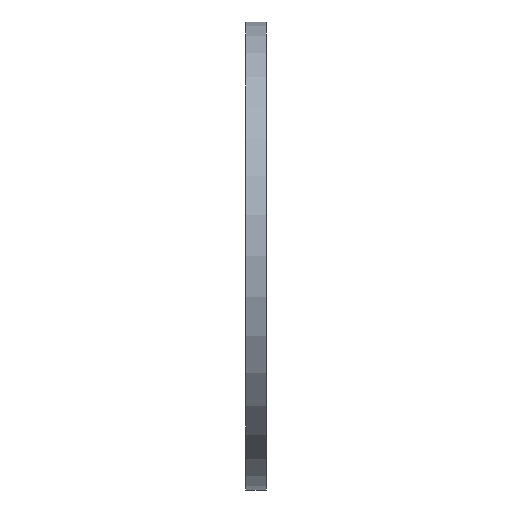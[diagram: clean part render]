
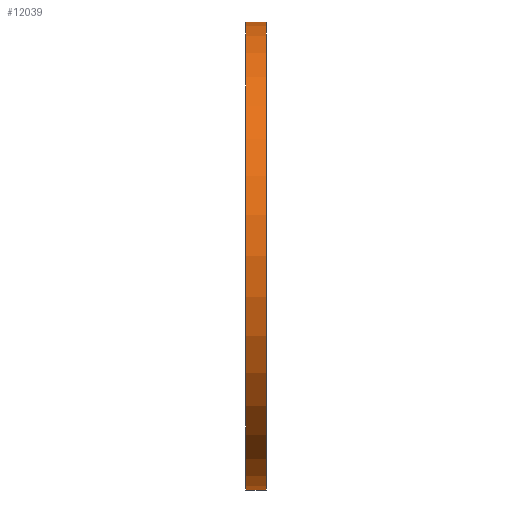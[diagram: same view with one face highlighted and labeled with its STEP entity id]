
A CAD part, left-side view. The second image highlights one B-rep face of the part: STEP entity #12039.
In plain terms, the highlighted cylindrical face has radius 70 mm (diameter 140 mm), a partial arc.
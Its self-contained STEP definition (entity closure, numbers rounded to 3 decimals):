
#16 = ORIENTED_EDGE ( 'NONE', *, *, #7204, .F. ) ;
#77 = VERTEX_POINT ( 'NONE', #11504 ) ;
#729 = CARTESIAN_POINT ( 'NONE',  ( 0., -3., 0. ) ) ;
#767 = DIRECTION ( 'NONE',  ( 0., 1., 0. ) ) ;
#860 = CIRCLE ( 'NONE', #1890, 70. ) ;
#948 = LINE ( 'NONE', #8896, #1527 ) ;
#1091 = AXIS2_PLACEMENT_3D ( 'NONE', #729, #767, #1533 ) ;
#1267 = LINE ( 'NONE', #2969, #8595 ) ;
#1307 = EDGE_CURVE ( 'NONE', #2768, #5401, #8171, .T. ) ;
#1527 = VECTOR ( 'NONE', #11687, 1000. ) ;
#1533 = DIRECTION ( 'NONE',  ( 0., 0., 1. ) ) ;
#1557 = CARTESIAN_POINT ( 'NONE',  ( 0., 3., 0. ) ) ;
#1624 = EDGE_CURVE ( 'NONE', #10263, #77, #860, .T. ) ;
#1890 = AXIS2_PLACEMENT_3D ( 'NONE', #1557, #4452, #7690 ) ;
#2439 = CYLINDRICAL_SURFACE ( 'NONE', #3860, 70. ) ;
#2768 = VERTEX_POINT ( 'NONE', #3755 ) ;
#2969 = CARTESIAN_POINT ( 'NONE',  ( 0., 3., -70. ) ) ;
#3027 = EDGE_CURVE ( 'NONE', #10263, #2768, #1267, .T. ) ;
#3045 = CARTESIAN_POINT ( 'NONE',  ( 0., 3., -70. ) ) ;
#3092 = ORIENTED_EDGE ( 'NONE', *, *, #3027, .T. ) ;
#3376 = CARTESIAN_POINT ( 'NONE',  ( 0., -3., 70. ) ) ;
#3492 = FACE_OUTER_BOUND ( 'NONE', #9284, .T. ) ;
#3755 = CARTESIAN_POINT ( 'NONE',  ( 0., -3., -70. ) ) ;
#3860 = AXIS2_PLACEMENT_3D ( 'NONE', #6338, #11952, #4347 ) ;
#4347 = DIRECTION ( 'NONE',  ( 0., 0., -1. ) ) ;
#4452 = DIRECTION ( 'NONE',  ( 0., 1., 0. ) ) ;
#5401 = VERTEX_POINT ( 'NONE', #3376 ) ;
#6075 = ORIENTED_EDGE ( 'NONE', *, *, #1624, .F. ) ;
#6338 = CARTESIAN_POINT ( 'NONE',  ( 0., 3., 0. ) ) ;
#7032 = ORIENTED_EDGE ( 'NONE', *, *, #1307, .T. ) ;
#7204 = EDGE_CURVE ( 'NONE', #77, #5401, #948, .T. ) ;
#7690 = DIRECTION ( 'NONE',  ( 0., 0., 1. ) ) ;
#8171 = CIRCLE ( 'NONE', #1091, 70. ) ;
#8595 = VECTOR ( 'NONE', #9614, 1000. ) ;
#8896 = CARTESIAN_POINT ( 'NONE',  ( 0., 3., 70. ) ) ;
#9284 = EDGE_LOOP ( 'NONE', ( #16, #6075, #3092, #7032 ) ) ;
#9614 = DIRECTION ( 'NONE',  ( 0., -1., 0. ) ) ;
#10263 = VERTEX_POINT ( 'NONE', #3045 ) ;
#11504 = CARTESIAN_POINT ( 'NONE',  ( 0., 3., 70. ) ) ;
#11687 = DIRECTION ( 'NONE',  ( 0., -1., 0. ) ) ;
#11952 = DIRECTION ( 'NONE',  ( 0., -1., 0. ) ) ;
#12039 = ADVANCED_FACE ( 'NONE', ( #3492 ), #2439, .T. ) ;
